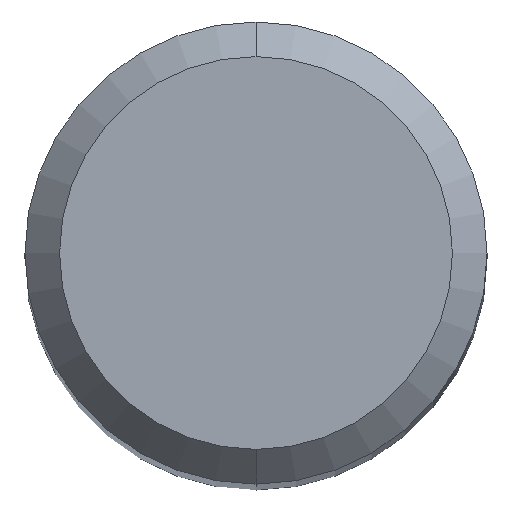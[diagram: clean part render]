
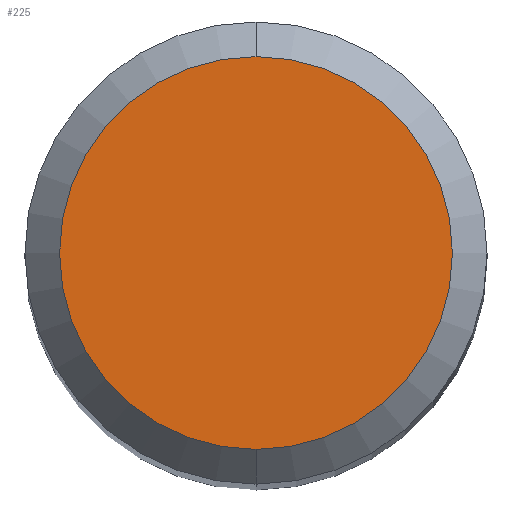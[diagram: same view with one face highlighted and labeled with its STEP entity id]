
A CAD part, top view. The second image highlights one B-rep face of the part: STEP entity #225.
In plain terms, the highlighted planar face has unit normal (0, 0, 1).
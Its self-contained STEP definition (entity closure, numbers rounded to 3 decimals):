
#221=EDGE_CURVE('',#301,#391,#580,.T.);
#225=ADVANCED_FACE('',(#586),#587,.T.);
#289=EDGE_CURVE('',#391,#301,#656,.T.);
#301=VERTEX_POINT('',#668);
#391=VERTEX_POINT('',#769);
#580=CIRCLE('',#1028,1.7);
#586=FACE_OUTER_BOUND('',#1034,.T.);
#587=PLANE('',#1035);
#656=CIRCLE('',#1148,1.7);
#668=CARTESIAN_POINT('',(0.0,1.7,0.0));
#769=CARTESIAN_POINT('',(0.,-1.7,0.0));
#1028=AXIS2_PLACEMENT_3D('',#1659,#1660,#1661);
#1034=EDGE_LOOP('',(#1671,#1672));
#1035=AXIS2_PLACEMENT_3D('',#1673,#1674,#1675);
#1148=AXIS2_PLACEMENT_3D('',#1746,#1747,#1748);
#1659=CARTESIAN_POINT('',(0.0,0.0,0.0));
#1660=DIRECTION('',(0.0,0.0,-1.0));
#1661=DIRECTION('',(0.0,1.0,0.0));
#1671=ORIENTED_EDGE('',*,*,#221,.F.);
#1672=ORIENTED_EDGE('',*,*,#289,.F.);
#1673=CARTESIAN_POINT('',(0.0,0.85,0.0));
#1674=DIRECTION('',(-0.0,0.0,1.0));
#1675=DIRECTION('',(0.0,-1.0,0.0));
#1746=CARTESIAN_POINT('',(0.0,0.0,0.0));
#1747=DIRECTION('',(0.0,0.0,-1.0));
#1748=DIRECTION('',(0.0,1.0,0.0));
